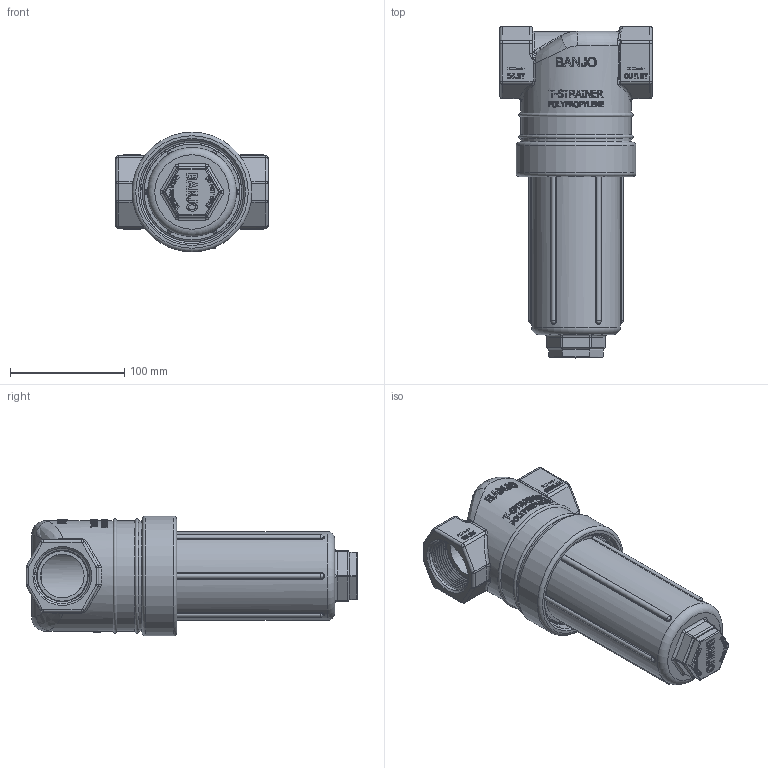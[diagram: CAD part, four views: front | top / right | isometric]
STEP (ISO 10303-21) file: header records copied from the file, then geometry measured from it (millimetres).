
FILE_DESCRIPTION(/* description */ ('1-1/2" POLY T STRAINER 80 MESH'),/* implementation_level */ '2;1');
FILE_NAME(/* name */ 'LST150-80.stp',/* time_stamp */ '2018-08-24T12:10:02-04:00',/* author */ ('MJC'),/* organization */ (''),/* preprocessor_version */ 'ST-DEVELOPER v17',/* originating_system */ 'Autodesk Inventor 2018',/* authorisation */ '');
FILE_SCHEMA (('AUTOMOTIVE_DESIGN { 1 0 10303 214 3 1 1 }'));
Length unit declared in the file: inch
Products named in the file (10): LST150-80; CE050D; LST1300D; LST150-B; LST150-XB; LSQ200-R; LSQ200-PL; LST150-H; LST150-G; LST1580
Assembly tree (9 placements, depth 3):
  LST150-80
    CE050D
    LST1300D
    LST150-B
      LST150-XB
      LSQ200-R
      LSQ200-PL
    LST150-H
    LST150-G
    LST1580
Bounding box: 133.35 x 290.39 x 104.78 mm (x, y, z)
Volume: 811995.1 mm3; surface area: 311038.8 mm2
Topology: 8 solids, 8 shells, 3126 faces, 8319 edges, 5444 vertices
Faces by surface type: plane 1685, bspline 1035, cylinder 290, torus 48, cone 46, sphere 22
Full cylindrical faces by diameter (mm): 12.7 x1, 19.05 x1, 33.401 x1, 38.1 x2, 45.974 x1, 50.8 x1, 51.054 x1, 56.388 x1, 57.404 x1, 57.531 x1, 57.658 x2, 65.087 x1, 66.548 x1, 72.898 x1, 77.216 x1, 77.787 x1, 81.026 x1, 83.82 x6, 86.989 x7, 87.255 x4, 90.424 x9, 96.774 x3, 104.775 x1
Entity records: 150183 total; most frequent: CARTESIAN_POINT 77906, ORIENTED_EDGE 16582, DIRECTION 11115, EDGE_CURVE 8291, VERTEX_POINT 5444, LINE 5057, VECTOR 5057, EDGE_LOOP 3401
